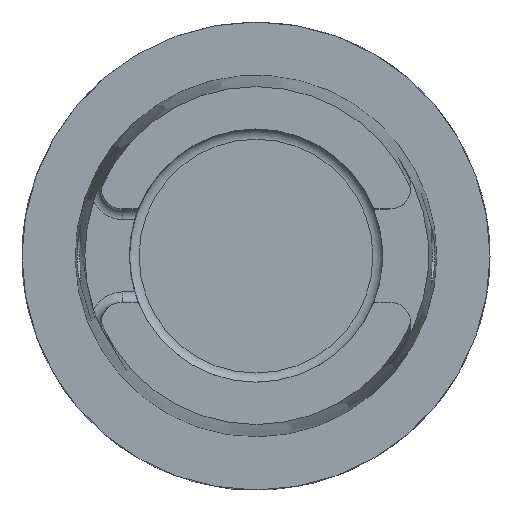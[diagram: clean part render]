
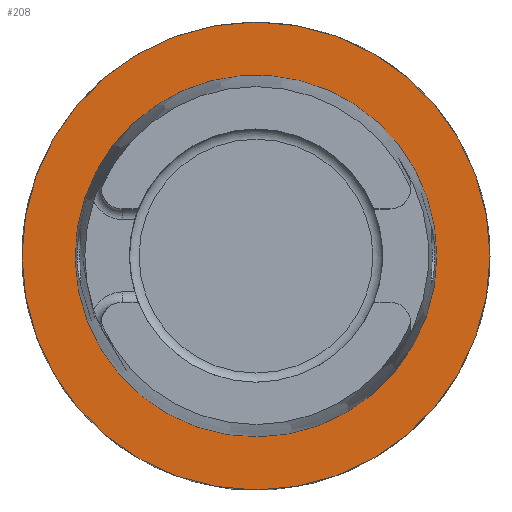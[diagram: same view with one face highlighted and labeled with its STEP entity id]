
A CAD part, top view. The second image highlights one B-rep face of the part: STEP entity #208.
In plain terms, the highlighted planar face has unit normal (0, 0, 1).
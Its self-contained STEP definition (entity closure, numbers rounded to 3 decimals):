
#208=ADVANCED_FACE('',(#326,#327),#278,.F.);
#278=PLANE('',#1682);
#326=FACE_BOUND('',#393,.T.);
#327=FACE_BOUND('',#394,.T.);
#393=EDGE_LOOP('',(#871));
#394=EDGE_LOOP('',(#872));
#871=ORIENTED_EDGE('',*,*,#1350,.F.);
#872=ORIENTED_EDGE('',*,*,#1414,.T.);
#1189=VERTEX_POINT('',#2670);
#1230=VERTEX_POINT('',#2915);
#1350=EDGE_CURVE('',#1189,#1189,#1522,.T.);
#1414=EDGE_CURVE('',#1230,#1230,#1536,.T.);
#1522=CIRCLE('',#1650,31.47);
#1536=CIRCLE('',#1680,24.321);
#1650=AXIS2_PLACEMENT_3D('',#2669,#1899,#1900);
#1680=AXIS2_PLACEMENT_3D('',#2914,#1989,#1990);
#1682=AXIS2_PLACEMENT_3D('',#2917,#1993,#1994);
#1899=DIRECTION('',(0.,0.,-1.));
#1900=DIRECTION('',(1.,0.,0.));
#1989=DIRECTION('',(0.,0.,-1.));
#1990=DIRECTION('',(1.,0.,0.));
#1993=DIRECTION('',(0.,0.,-1.));
#1994=DIRECTION('',(-1.,0.,0.));
#2669=CARTESIAN_POINT('',(0.,0.,0.));
#2670=CARTESIAN_POINT('',(31.47,0.,0.));
#2914=CARTESIAN_POINT('',(0.,0.,0.));
#2915=CARTESIAN_POINT('',(24.321,0.,0.));
#2917=CARTESIAN_POINT('',(0.,-25.43,0.));
